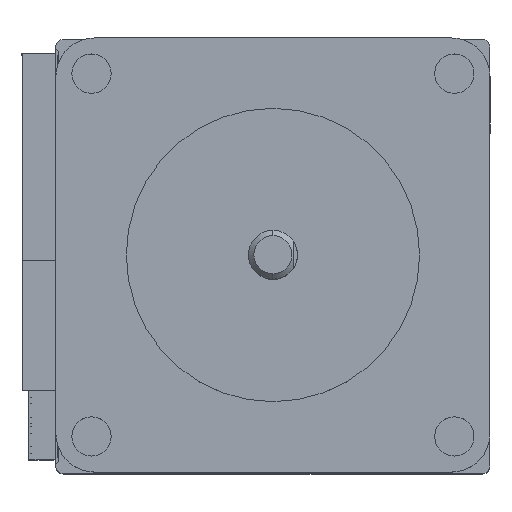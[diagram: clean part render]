
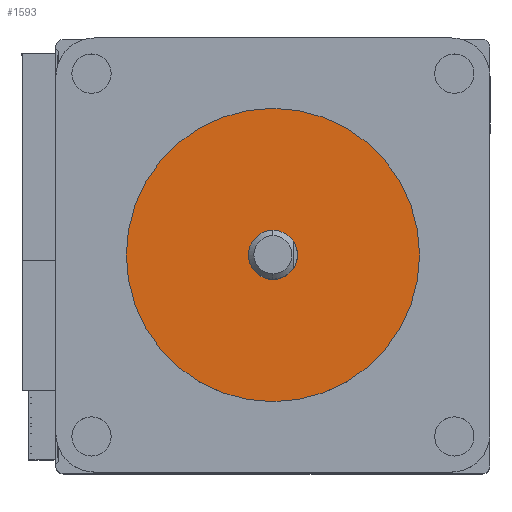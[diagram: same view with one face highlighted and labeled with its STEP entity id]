
A CAD part, top view. The second image highlights one B-rep face of the part: STEP entity #1593.
In plain terms, the highlighted planar face has unit normal (0, 0, 1).
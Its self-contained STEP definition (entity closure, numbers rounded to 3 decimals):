
#1593 = ADVANCED_FACE ( 'NONE', ( #42317 ), #39423, .T. ) ;
#1861 = CARTESIAN_POINT ( 'NONE',  ( 0., 0., 7.6 ) ) ;
#2091 = AXIS2_PLACEMENT_3D ( 'NONE', #53621, #28137, #2430 ) ;
#2430 = DIRECTION ( 'NONE',  ( 0., 1., 0. ) ) ;
#5751 = CARTESIAN_POINT ( 'NONE',  ( 0., -19.05, 7.6 ) ) ;
#6186 = DIRECTION ( 'NONE',  ( 0., 1., 0. ) ) ;
#8223 = AXIS2_PLACEMENT_3D ( 'NONE', #30827, #13818, #43706 ) ;
#9488 = VERTEX_POINT ( 'NONE', #35400 ) ;
#13748 = AXIS2_PLACEMENT_3D ( 'NONE', #1861, #31871, #6186 ) ;
#13818 = DIRECTION ( 'NONE',  ( 0., 0., 1. ) ) ;
#14478 = CIRCLE ( 'NONE', #2091, 19.05 ) ;
#20829 = ORIENTED_EDGE ( 'NONE', *, *, #45546, .T. ) ;
#27492 = CIRCLE ( 'NONE', #13748, 19.05 ) ;
#27638 = EDGE_LOOP ( 'NONE', ( #20829, #43704 ) ) ;
#28137 = DIRECTION ( 'NONE',  ( 0., 0., 1. ) ) ;
#29081 = EDGE_CURVE ( 'NONE', #9488, #29641, #27492, .T. ) ;
#29641 = VERTEX_POINT ( 'NONE', #5751 ) ;
#30827 = CARTESIAN_POINT ( 'NONE',  ( 0., 0., 7.6 ) ) ;
#31871 = DIRECTION ( 'NONE',  ( 0., 0., 1. ) ) ;
#35400 = CARTESIAN_POINT ( 'NONE',  ( 0., 19.05, 7.6 ) ) ;
#39423 = PLANE ( 'NONE',  #8223 ) ;
#42317 = FACE_OUTER_BOUND ( 'NONE', #27638, .T. ) ;
#43704 = ORIENTED_EDGE ( 'NONE', *, *, #29081, .T. ) ;
#43706 = DIRECTION ( 'NONE',  ( 0., 1., 0. ) ) ;
#45546 = EDGE_CURVE ( 'NONE', #29641, #9488, #14478, .T. ) ;
#53621 = CARTESIAN_POINT ( 'NONE',  ( 0., 0., 7.6 ) ) ;
